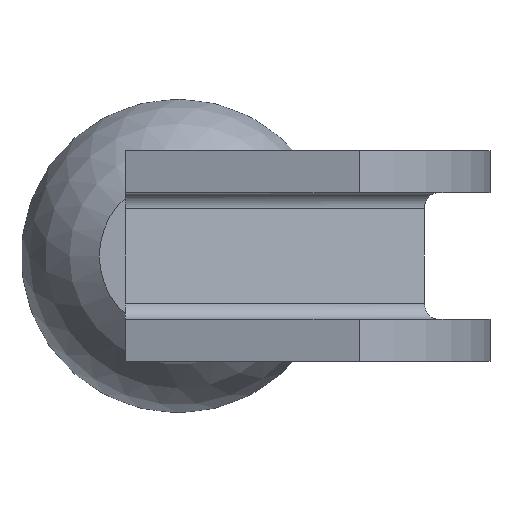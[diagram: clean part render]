
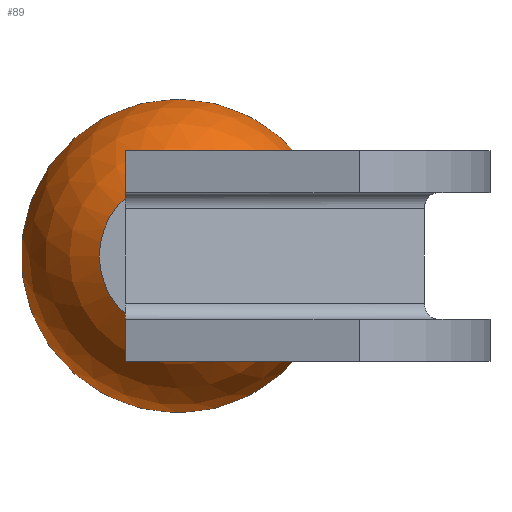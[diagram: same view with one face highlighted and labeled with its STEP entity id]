
A CAD part, left-side view. The second image highlights one B-rep face of the part: STEP entity #89.
In plain terms, the highlighted spherical face has radius 15 mm.
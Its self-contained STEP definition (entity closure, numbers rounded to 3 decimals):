
#89 = ADVANCED_FACE( '', ( #186, #187 ), #188, .T. );
#186 = FACE_BOUND( '', #283, .T. );
#187 = FACE_OUTER_BOUND( '', #284, .T. );
#188 = SPHERICAL_SURFACE( '', #285, 15. );
#283 = VERTEX_LOOP( '', #484 );
#284 = EDGE_LOOP( '', ( #485 ) );
#285 = AXIS2_PLACEMENT_3D( '', #486, #487, #488 );
#484 = VERTEX_POINT( '', #632 );
#485 = ORIENTED_EDGE( '', *, *, #609, .F. );
#486 = CARTESIAN_POINT( '', ( 123., 6.5, 0. ) );
#487 = DIRECTION( '', ( -1., 0., 0. ) );
#488 = DIRECTION( '', ( 0., -1., 0. ) );
#609 = EDGE_CURVE( '', #740, #740, #741, .T. );
#632 = CARTESIAN_POINT( '', ( 138., 6.5, 0. ) );
#740 = VERTEX_POINT( '', #930 );
#741 = CIRCLE( '', #931, 7.483 );
#930 = CARTESIAN_POINT( '', ( 110., -0.983, 0. ) );
#931 = AXIS2_PLACEMENT_3D( '', #1074, #1075, #1076 );
#1074 = CARTESIAN_POINT( '', ( 110., 6.5, 0. ) );
#1075 = DIRECTION( '', ( -1., 0., 0. ) );
#1076 = DIRECTION( '', ( 0., -1., 0. ) );
